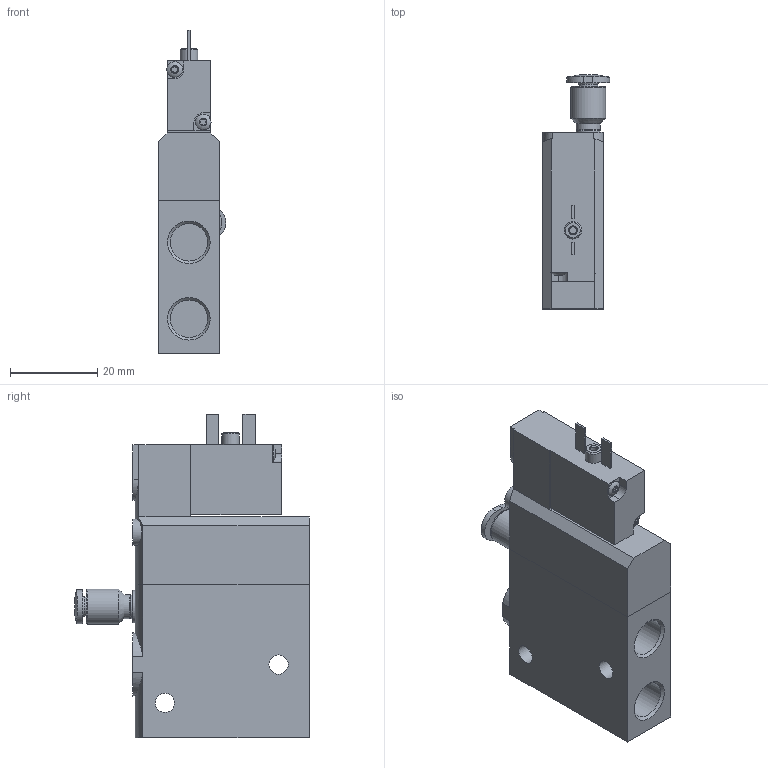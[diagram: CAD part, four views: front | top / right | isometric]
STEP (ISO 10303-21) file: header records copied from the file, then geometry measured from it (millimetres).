
FILE_DESCRIPTION(/* description */ ('STEP AP214'),/* implementation_level */ '2;1');
FILE_NAME(/* name */ '196930_CPE14-M1BH-3GLS-1_8',/* time_stamp */ '2024-08-06T17:45:05+02:00',/* author */ ('License CC BY-ND 4.0'),/* organization */ ('CADENAS'),/* preprocessor_version */ 'ST-DEVELOPER v19.3',/* originating_system */ 'PARTsolutions',/* authorisation */ ' ');
FILE_SCHEMA (('AUTOMOTIVE_DESIGN {1 0 10303 214 3 1 1}'));
Length unit declared in the file: millimetre
Products named in the file (4): 196930 CPE14-M1BH-3GLS-1/8; CPE14-...-3/2; CPE14-KMYZ9_M1BH; 153312 QSM-M3-3-I
Assembly tree (3 placements, depth 2):
  196930 CPE14-M1BH-3GLS-1/8
    CPE14-...-3/2
    CPE14-KMYZ9_M1BH
    153312 QSM-M3-3-I
Bounding box: 15.4 x 53.6 x 74 mm (x, y, z)
Volume: 31532.2 mm3; surface area: 11294.8 mm2
Topology: 3 solids, 3 shells, 159 faces, 373 edges, 237 vertices
Faces by surface type: plane 70, cylinder 57, cone 26, torus 6
Full cylindrical faces by diameter (mm): 1.567 x1, 2 x1, 2.459 x2, 2.5 x1, 3 x2, 3.6 x2, 4 x1, 4.4 x3, 4.55 x1, 5.5 x2, 6 x1, 7.8 x1, 8 x1, 8.566 x3
Entity records: 4701 total; most frequent: CARTESIAN_POINT 917, DIRECTION 715, ORIENTED_EDGE 654, EDGE_CURVE 327, AXIS2_PLACEMENT_3D 276, VERTEX_POINT 231, EDGE_LOOP 222, FACE_BOUND 222
